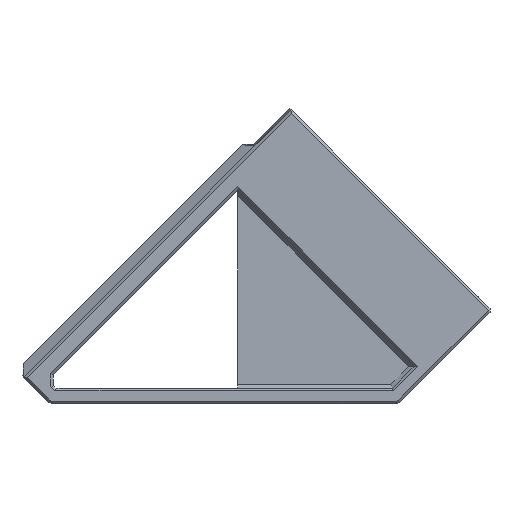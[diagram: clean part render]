
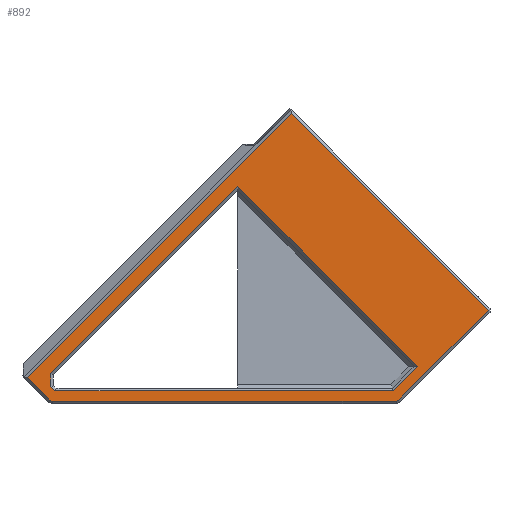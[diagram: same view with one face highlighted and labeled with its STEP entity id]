
A CAD part, left-side view. The second image highlights one B-rep face of the part: STEP entity #892.
In plain terms, the highlighted planar face has unit normal (-1, 0, 0).
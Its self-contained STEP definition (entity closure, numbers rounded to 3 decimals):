
#246 = VERTEX_POINT('',#247);
#247 = CARTESIAN_POINT('',(143.4,30.83,34.465));
#253 = EDGE_CURVE('',#246,#254,#256,.T.);
#254 = VERTEX_POINT('',#255);
#255 = CARTESIAN_POINT('',(143.4,60.08,5.215));
#256 = LINE('',#257,#258);
#257 = CARTESIAN_POINT('',(143.4,31.113,34.182));
#258 = VECTOR('',#259,1.);
#259 = DIRECTION('',(0.,0.707,-0.707)
  );
#679 = EDGE_CURVE('',#246,#680,#682,.T.);
#680 = VERTEX_POINT('',#681);
#681 = CARTESIAN_POINT('',(143.4,2.687,6.322));
#682 = LINE('',#683,#684);
#683 = CARTESIAN_POINT('',(143.4,30.547,34.182));
#684 = VECTOR('',#685,1.);
#685 = DIRECTION('',(0.,-0.707,-0.707
    ));
#892 = ADVANCED_FACE('',(#893,#951),#985,.T.);
#893 = FACE_BOUND('',#894,.T.);
#894 = EDGE_LOOP('',(#895,#905,#913,#921,#929,#937,#945));
#895 = ORIENTED_EDGE('',*,*,#896,.T.);
#896 = EDGE_CURVE('',#897,#899,#901,.T.);
#897 = VERTEX_POINT('',#898);
#898 = CARTESIAN_POINT('',(143.4,59.85,0.928));
#899 = VERTEX_POINT('',#900);
#900 = CARTESIAN_POINT('',(143.4,6.053,0.928));
#901 = LINE('',#902,#903);
#902 = CARTESIAN_POINT('',(143.4,60.25,0.928));
#903 = VECTOR('',#904,1.);
#904 = DIRECTION('',(0.,-1.,0.));
#905 = ORIENTED_EDGE('',*,*,#906,.F.);
#906 = EDGE_CURVE('',#907,#899,#909,.T.);
#907 = VERTEX_POINT('',#908);
#908 = CARTESIAN_POINT('',(143.4,5.653,1.094));
#909 = LINE('',#910,#911);
#910 = CARTESIAN_POINT('',(143.4,12.036,-1.55));
#911 = VECTOR('',#912,1.);
#912 = DIRECTION('',(0.,0.924,-0.383)
  );
#913 = ORIENTED_EDGE('',*,*,#914,.T.);
#914 = EDGE_CURVE('',#907,#915,#917,.T.);
#915 = VERTEX_POINT('',#916);
#916 = CARTESIAN_POINT('',(143.4,-8.344,15.09));
#917 = LINE('',#918,#919);
#918 = CARTESIAN_POINT('',(143.4,5.936,0.811));
#919 = VECTOR('',#920,1.);
#920 = DIRECTION('',(0.,-0.707,0.707)
  );
#921 = ORIENTED_EDGE('',*,*,#922,.F.);
#922 = EDGE_CURVE('',#923,#915,#925,.T.);
#923 = VERTEX_POINT('',#924);
#924 = CARTESIAN_POINT('',(143.4,22.486,45.92));
#925 = LINE('',#926,#927);
#926 = CARTESIAN_POINT('',(143.4,22.769,46.203));
#927 = VECTOR('',#928,1.);
#928 = DIRECTION('',(0.,-0.707,-0.707
    ));
#929 = ORIENTED_EDGE('',*,*,#930,.T.);
#930 = EDGE_CURVE('',#923,#931,#933,.T.);
#931 = VERTEX_POINT('',#932);
#932 = CARTESIAN_POINT('',(143.4,63.781,4.625));
#933 = LINE('',#934,#935);
#934 = CARTESIAN_POINT('',(143.4,22.203,46.203));
#935 = VECTOR('',#936,1.);
#936 = DIRECTION('',(0.,0.707,-0.707)
  );
#937 = ORIENTED_EDGE('',*,*,#938,.T.);
#938 = EDGE_CURVE('',#931,#939,#941,.T.);
#939 = VERTEX_POINT('',#940);
#940 = CARTESIAN_POINT('',(143.4,60.25,1.094));
#941 = LINE('',#942,#943);
#942 = CARTESIAN_POINT('',(143.4,64.064,4.908));
#943 = VECTOR('',#944,1.);
#944 = DIRECTION('',(0.,-0.707,-0.707
    ));
#945 = ORIENTED_EDGE('',*,*,#946,.F.);
#946 = EDGE_CURVE('',#897,#939,#947,.T.);
#947 = LINE('',#948,#949);
#948 = CARTESIAN_POINT('',(143.4,48.653,-3.71));
#949 = VECTOR('',#950,1.);
#950 = DIRECTION('',(0.,0.924,0.383));
#951 = FACE_BOUND('',#952,.T.);
#952 = EDGE_LOOP('',(#953,#963,#969,#970,#971,#979));
#953 = ORIENTED_EDGE('',*,*,#954,.F.);
#954 = EDGE_CURVE('',#955,#957,#959,.T.);
#955 = VERTEX_POINT('',#956);
#956 = CARTESIAN_POINT('',(143.4,60.08,3.187));
#957 = VERTEX_POINT('',#958);
#958 = CARTESIAN_POINT('',(143.4,59.421,2.528));
#959 = LINE('',#960,#961);
#960 = CARTESIAN_POINT('',(143.4,59.963,3.07));
#961 = VECTOR('',#962,1.);
#962 = DIRECTION('',(0.,-0.707,-0.707
    ));
#963 = ORIENTED_EDGE('',*,*,#964,.F.);
#964 = EDGE_CURVE('',#254,#955,#965,.T.);
#965 = LINE('',#966,#967);
#966 = CARTESIAN_POINT('',(143.4,60.08,5.05));
#967 = VECTOR('',#968,1.);
#968 = DIRECTION('',(0.,0.,-1.));
#969 = ORIENTED_EDGE('',*,*,#253,.F.);
#970 = ORIENTED_EDGE('',*,*,#679,.T.);
#971 = ORIENTED_EDGE('',*,*,#972,.F.);
#972 = EDGE_CURVE('',#973,#680,#975,.T.);
#973 = VERTEX_POINT('',#974);
#974 = CARTESIAN_POINT('',(143.4,6.481,2.528));
#975 = LINE('',#976,#977);
#976 = CARTESIAN_POINT('',(143.4,6.364,2.645));
#977 = VECTOR('',#978,1.);
#978 = DIRECTION('',(0.,-0.707,0.707)
  );
#979 = ORIENTED_EDGE('',*,*,#980,.F.);
#980 = EDGE_CURVE('',#957,#973,#981,.T.);
#981 = LINE('',#982,#983);
#982 = CARTESIAN_POINT('',(143.4,59.256,2.528));
#983 = VECTOR('',#984,1.);
#984 = DIRECTION('',(0.,-1.,0.));
#985 = PLANE('',#986);
#986 = AXIS2_PLACEMENT_3D('',#987,#988,#989);
#987 = CARTESIAN_POINT('',(143.4,27.078,16.71));
#988 = DIRECTION('',(-1.,0.,0.));
#989 = DIRECTION('',(0.,0.707,0.707));
